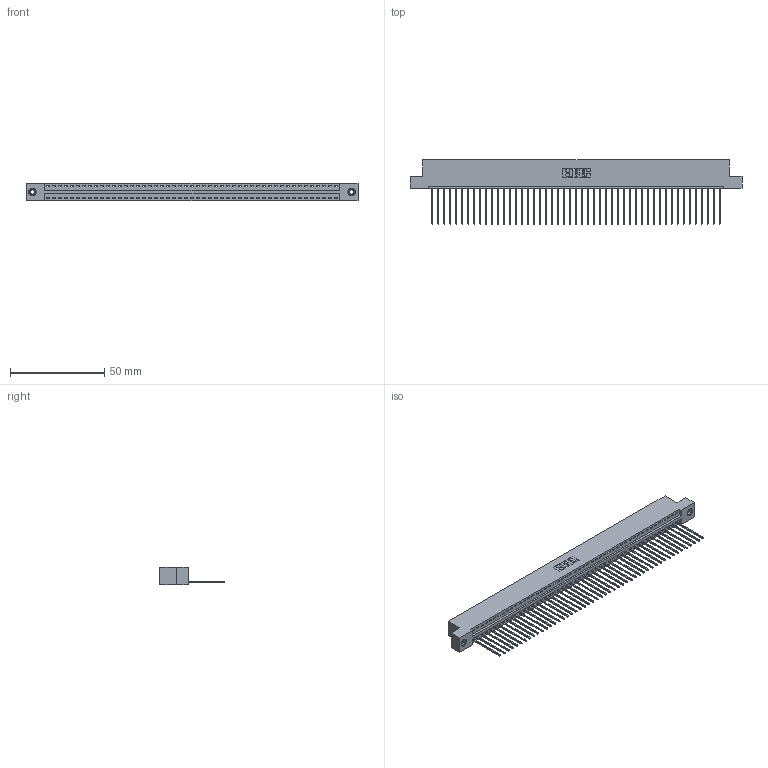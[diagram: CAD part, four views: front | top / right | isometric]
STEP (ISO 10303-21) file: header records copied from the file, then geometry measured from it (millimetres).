
FILE_DESCRIPTION (( 'STEP AP203' ), '1' );
FILE_NAME ('346-049-541-108.STEP', '2018-08-25T12:26:27', ( '' ), ( '' ), 'SwSTEP 2.0', 'SolidWorks 2016', '' );
FILE_SCHEMA (( 'CONFIG_CONTROL_DESIGN' ));
Length unit declared in the file: inch
Products named in the file (4): 346-049-541-108; 346 Part_Flush Mounting Lugs - 0.156 Dia-TI; 345-292-001_345-293-141; 345-250-001_345-250-003-102
Assembly tree (52 placements, depth 2):
  346-049-541-108
    346 Part_Flush Mounting Lugs - 0.156 Dia-TI
    345-292-001_345-293-141  x49
    345-250-001_345-250-003-102  x2
Bounding box: 176.15 x 34.29 x 9.4 mm (x, y, z)
Volume: 16342.8 mm3; surface area: 22379.3 mm2
Topology: 3 solids, 52 shells, 2975 faces, 9089 edges, 5986 vertices
Faces by surface type: plane 2019, cylinder 940, cone 12, torus 4
Entity records: 30672 total; most frequent: CARTESIAN_POINT 5238, ORIENTED_EDGE 5214, DIRECTION 4639, EDGE_CURVE 2607, LINE 2259, VECTOR 2259, VERTEX_POINT 1732, AXIS2_PLACEMENT_3D 1190
